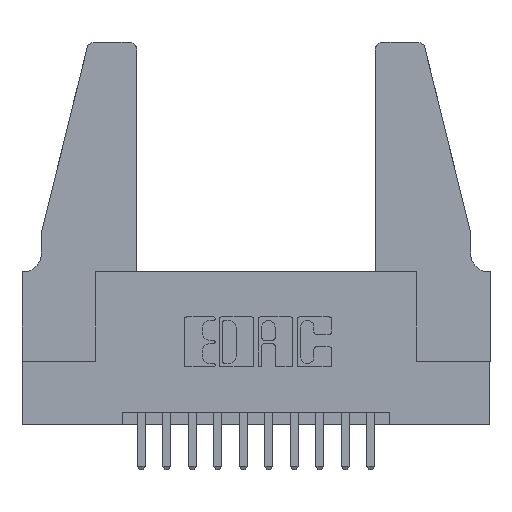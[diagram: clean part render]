
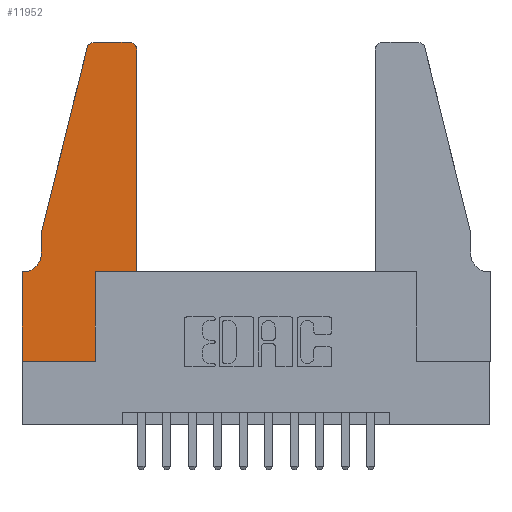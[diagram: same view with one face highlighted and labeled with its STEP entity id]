
A CAD part, top view. The second image highlights one B-rep face of the part: STEP entity #11952.
In plain terms, the highlighted planar face has unit normal (0, 0, 1).
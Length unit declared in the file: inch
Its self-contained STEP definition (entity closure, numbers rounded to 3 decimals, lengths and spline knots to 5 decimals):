
#115 = ORIENTED_EDGE ( 'NONE', *, *, #12340, .T. ) ;
#229 = ORIENTED_EDGE ( 'NONE', *, *, #6067, .T. ) ;
#318 = ORIENTED_EDGE ( 'NONE', *, *, #712, .T. ) ;
#358 = VECTOR ( 'NONE', #9599, 39.37008 ) ;
#380 = ORIENTED_EDGE ( 'NONE', *, *, #5570, .T. ) ;
#438 = ORIENTED_EDGE ( 'NONE', *, *, #4886, .T. ) ;
#563 = ORIENTED_EDGE ( 'NONE', *, *, #7531, .T. ) ;
#690 = VERTEX_POINT ( 'NONE', #773 ) ;
#712 = EDGE_CURVE ( 'NONE', #6803, #8939, #3366, .T. ) ;
#773 = CARTESIAN_POINT ( 'NONE',  ( 0.4205, 1.25, 0.37 ) ) ;
#877 = ORIENTED_EDGE ( 'NONE', *, *, #12376, .T. ) ;
#898 = LINE ( 'NONE', #4272, #12342 ) ;
#1111 = VERTEX_POINT ( 'NONE', #10734 ) ;
#1114 = CARTESIAN_POINT ( 'NONE',  ( 0., 0.35, 0.37 ) ) ;
#1123 = ORIENTED_EDGE ( 'NONE', *, *, #10114, .T. ) ;
#1212 = ORIENTED_EDGE ( 'NONE', *, *, #6530, .T. ) ;
#1393 = DIRECTION ( 'NONE',  ( 0., 0., 1. ) ) ;
#1488 = LINE ( 'NONE', #8647, #7069 ) ;
#1548 = CARTESIAN_POINT ( 'NONE',  ( 0.2865, 0.35, 0.37 ) ) ;
#1598 = LINE ( 'NONE', #10323, #10424 ) ;
#2296 = CARTESIAN_POINT ( 'NONE',  ( 0.4505, 1.22, 0.37 ) ) ;
#2332 = DIRECTION ( 'NONE',  ( 1., 0., 0. ) ) ;
#2372 = VERTEX_POINT ( 'NONE', #2448 ) ;
#2421 = AXIS2_PLACEMENT_3D ( 'NONE', #1114, #8929, #2332 ) ;
#2448 = CARTESIAN_POINT ( 'NONE',  ( 0.0755, 0.42, 0.37 ) ) ;
#2453 = CARTESIAN_POINT ( 'NONE',  ( 0.2865, 0., 0.37 ) ) ;
#2587 = VERTEX_POINT ( 'NONE', #9579 ) ;
#2745 = AXIS2_PLACEMENT_3D ( 'NONE', #12700, #6132, #13821 ) ;
#2794 = VERTEX_POINT ( 'NONE', #1548 ) ;
#3040 = DIRECTION ( 'NONE',  ( 1., 0., 0. ) ) ;
#3229 = DIRECTION ( 'NONE',  ( -1., 0., 0. ) ) ;
#3359 = CARTESIAN_POINT ( 'NONE',  ( 0.284, 1.25, 0.37 ) ) ;
#3366 = LINE ( 'NONE', #5031, #8892 ) ;
#3565 = DIRECTION ( 'NONE',  ( 0., 0., 1. ) ) ;
#3604 = CARTESIAN_POINT ( 'NONE',  ( 0.0755, 0.5, 0.37 ) ) ;
#3608 = LINE ( 'NONE', #3604, #6526 ) ;
#4059 = VECTOR ( 'NONE', #9820, 39.37008 ) ;
#4272 = CARTESIAN_POINT ( 'NONE',  ( 0., 0., 0.37 ) ) ;
#4696 = EDGE_CURVE ( 'NONE', #690, #7599, #6540, .T. ) ;
#4886 = EDGE_CURVE ( 'NONE', #13936, #7701, #1488, .T. ) ;
#5031 = CARTESIAN_POINT ( 'NONE',  ( 0.0755, 0.35, 0.37 ) ) ;
#5150 = CARTESIAN_POINT ( 'NONE',  ( 0.0055, 0.35, 0.37 ) ) ;
#5177 = EDGE_CURVE ( 'NONE', #10202, #1111, #3608, .T. ) ;
#5570 = EDGE_CURVE ( 'NONE', #8939, #13936, #898, .T. ) ;
#5983 = AXIS2_PLACEMENT_3D ( 'NONE', #10163, #3565, #11258 ) ;
#6067 = EDGE_CURVE ( 'NONE', #2372, #6803, #10991, .T. ) ;
#6111 = DIRECTION ( 'NONE',  ( -1., 0., 0. ) ) ;
#6132 = DIRECTION ( 'NONE',  ( 0., 0., -1. ) ) ;
#6433 = EDGE_LOOP ( 'NONE', ( #11943, #12470, #12483, #115, #229, #318, #380, #438, #563, #877, #1123, #1212 ) ) ;
#6526 = VECTOR ( 'NONE', #10208, 39.37008 ) ;
#6527 = CARTESIAN_POINT ( 'NONE',  ( 0.2865, 0.35, 0.37 ) ) ;
#6530 = EDGE_CURVE ( 'NONE', #8267, #690, #7716, .T. ) ;
#6540 = LINE ( 'NONE', #7242, #12024 ) ;
#6803 = VERTEX_POINT ( 'NONE', #5150 ) ;
#7069 = VECTOR ( 'NONE', #9737, 39.37008 ) ;
#7242 = CARTESIAN_POINT ( 'NONE',  ( 0.2605, 1.25, 0.37 ) ) ;
#7496 = CIRCLE ( 'NONE', #5983, 0.03 ) ;
#7531 = EDGE_CURVE ( 'NONE', #7701, #2794, #10258, .T. ) ;
#7599 = VERTEX_POINT ( 'NONE', #3359 ) ;
#7701 = VERTEX_POINT ( 'NONE', #2453 ) ;
#7716 = CIRCLE ( 'NONE', #12016, 0.03 ) ;
#7826 = PLANE ( 'NONE',  #2421 ) ;
#8063 = CARTESIAN_POINT ( 'NONE',  ( 0.4205, 1.22, 0.37 ) ) ;
#8267 = VERTEX_POINT ( 'NONE', #2296 ) ;
#8511 = CARTESIAN_POINT ( 'NONE',  ( 0.0755, 0.5, 0.37 ) ) ;
#8647 = CARTESIAN_POINT ( 'NONE',  ( 0., 0., 0.37 ) ) ;
#8676 = FACE_OUTER_BOUND ( 'NONE', #6433, .T. ) ;
#8892 = VECTOR ( 'NONE', #3229, 39.37008 ) ;
#8929 = DIRECTION ( 'NONE',  ( 0., 0., 1. ) ) ;
#8939 = VERTEX_POINT ( 'NONE', #9456 ) ;
#9167 = DIRECTION ( 'NONE',  ( 1., 0., 0. ) ) ;
#9336 = LINE ( 'NONE', #8511, #358 ) ;
#9456 = CARTESIAN_POINT ( 'NONE',  ( 0., 0.35, 0.37 ) ) ;
#9579 = CARTESIAN_POINT ( 'NONE',  ( 0.4505, 0.35, 0.37 ) ) ;
#9599 = DIRECTION ( 'NONE',  ( 0., -1., 0. ) ) ;
#9640 = CARTESIAN_POINT ( 'NONE',  ( 0.4505, 0.35, 0.37 ) ) ;
#9737 = DIRECTION ( 'NONE',  ( 1., 0., 0. ) ) ;
#9820 = DIRECTION ( 'NONE',  ( 0., 1., 0. ) ) ;
#10114 = EDGE_CURVE ( 'NONE', #2587, #8267, #1598, .T. ) ;
#10163 = CARTESIAN_POINT ( 'NONE',  ( 0.284, 1.22, 0.37 ) ) ;
#10202 = VERTEX_POINT ( 'NONE', #12649 ) ;
#10208 = DIRECTION ( 'NONE',  ( -0.239, -0.971, 0. ) ) ;
#10258 = LINE ( 'NONE', #6527, #4059 ) ;
#10323 = CARTESIAN_POINT ( 'NONE',  ( 0.4505, 0.35, 0.37 ) ) ;
#10424 = VECTOR ( 'NONE', #13571, 39.37008 ) ;
#10614 = EDGE_CURVE ( 'NONE', #7599, #10202, #7496, .T. ) ;
#10734 = CARTESIAN_POINT ( 'NONE',  ( 0.0755, 0.5, 0.37 ) ) ;
#10991 = CIRCLE ( 'NONE', #2745, 0.07 ) ;
#11258 = DIRECTION ( 'NONE',  ( 1., 0., 0. ) ) ;
#11875 = VECTOR ( 'NONE', #3040, 39.37008 ) ;
#11940 = DIRECTION ( 'NONE',  ( 0., -1., 0. ) ) ;
#11943 = ORIENTED_EDGE ( 'NONE', *, *, #4696, .T. ) ;
#11952 = ADVANCED_FACE ( 'NONE', ( #8676 ), #7826, .T. ) ;
#12016 = AXIS2_PLACEMENT_3D ( 'NONE', #8063, #1393, #9167 ) ;
#12024 = VECTOR ( 'NONE', #6111, 39.37008 ) ;
#12340 = EDGE_CURVE ( 'NONE', #1111, #2372, #9336, .T. ) ;
#12342 = VECTOR ( 'NONE', #11940, 39.37008 ) ;
#12376 = EDGE_CURVE ( 'NONE', #2794, #2587, #14438, .T. ) ;
#12470 = ORIENTED_EDGE ( 'NONE', *, *, #10614, .T. ) ;
#12483 = ORIENTED_EDGE ( 'NONE', *, *, #5177, .T. ) ;
#12649 = CARTESIAN_POINT ( 'NONE',  ( 0.25487, 1.22718, 0.37 ) ) ;
#12700 = CARTESIAN_POINT ( 'NONE',  ( 0.0055, 0.42, 0.37 ) ) ;
#13571 = DIRECTION ( 'NONE',  ( 0., 1., 0. ) ) ;
#13821 = DIRECTION ( 'NONE',  ( -1., 0., 0. ) ) ;
#13936 = VERTEX_POINT ( 'NONE', #14220 ) ;
#14220 = CARTESIAN_POINT ( 'NONE',  ( 0., 0., 0.37 ) ) ;
#14438 = LINE ( 'NONE', #9640, #11875 ) ;
